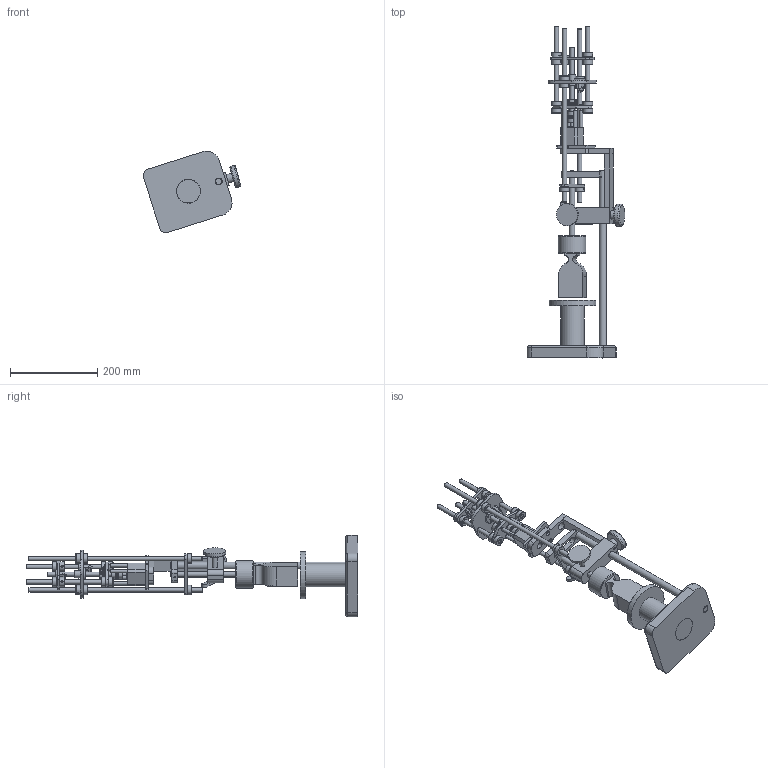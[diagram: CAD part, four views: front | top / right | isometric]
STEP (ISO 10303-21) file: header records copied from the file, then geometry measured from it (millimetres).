
FILE_DESCRIPTION(/* description */ (''),/* implementation_level */ '2;1');
FILE_NAME(/* name */ 'Durometer_Assembly.stp',/* time_stamp */ '2015-02-25T22:24:36-05:00',/* author */ ('Drew'),/* organization */ (''),/* preprocessor_version */ 'ST-DEVELOPER v15.6',/* originating_system */ 'Autodesk Inventor 2015',/* authorisation */ '');
FILE_SCHEMA (('AUTOMOTIVE_DESIGN { 1 0 10303 214 3 1 1 }'));
Products named in the file (39): Durometer_Base; Durometer_Slide_Shaft; Durometer_Platform; Fixture_Base; Fixture_Base_Support-02; Fixture_Airpot_Support; Fixture_Slide_Lock_Plate; Fixture_Weight; Fixture_Knob_1; Fixture_Knob_2; Fixture_Lever; Durometer_Sensor; Weight_Shaft_Gear_Tube-02; Retaining_Ring_97633A130; Washer_93852A101; Fixture_Weight_Shaft-02; Set_Screw_8-32_92313A198; Durometer_Slide_Fixture-02; Stepper_Motor; Shaft_Coupler_5mm_10mm; Lead_Screw_10x2; Thrust_Bearing_6655K550; Shaft_Collar_6063K150; Vertical_Lead_Screw_Shaft_Mount_Plate_Mid; M3_40mm_Spacer_92871A217; M3_Screw_50mm_91290A137; Lead_Screw_Flange_Nut; Shaft_200mm_6112K101; Shaft_400mm_6112K102; Shaft_Collar_57485K680; Support_Plate; Vertical_Lead_Screw_E-stop_Plate; E-Stop_Zippy; E-Stop_Fixture; Motor_Clamp; Vertical_Lead_Screw_Plate_With_E-Stop; E-Stop_Fixture_Tall; Durometer_Vertical_Lead_Screw_Assembly; Durometer_Assembly
Bounding box: 224.08 x 762.71 x 187.53 mm (x, y, z)
Volume: 2133965.4 mm3; surface area: 418739.1 mm2
Topology: 94 solids, 94 shells, 1225 faces, 2877 edges, 1871 vertices
Faces by surface type: plane 530, cylinder 438, cone 136, torus 85, sphere 22, bspline 14
Full cylindrical faces by diameter (mm): 1.041 x2, 1.654 x4, 2.464 x4, 2.642 x1, 2.981 x3, 3 x144, 3.048 x12, 3.087 x1, 3.175 x1, 3.2 x4, 3.302 x2, 3.5 x4, 3.556 x3, 3.962 x6, 4.762 x6, 5 x30, 5.08 x3, 5.5 x6, 5.505 x2, 5.842 x1, 6.35 x7, 8 x4, 8.001 x1, 10 x23, 10.1 x4, 10.2 x3, 10.5 x4, 11 x1, 11.43 x1, 12.7 x3
Entity records: 39453 total; most frequent: CARTESIAN_POINT 23615, DIRECTION 3295, ORIENTED_EDGE 2572, AXIS2_PLACEMENT_3D 1326, EDGE_CURVE 1286, EDGE_LOOP 1076, VERTEX_POINT 968, ADVANCED_FACE 670
